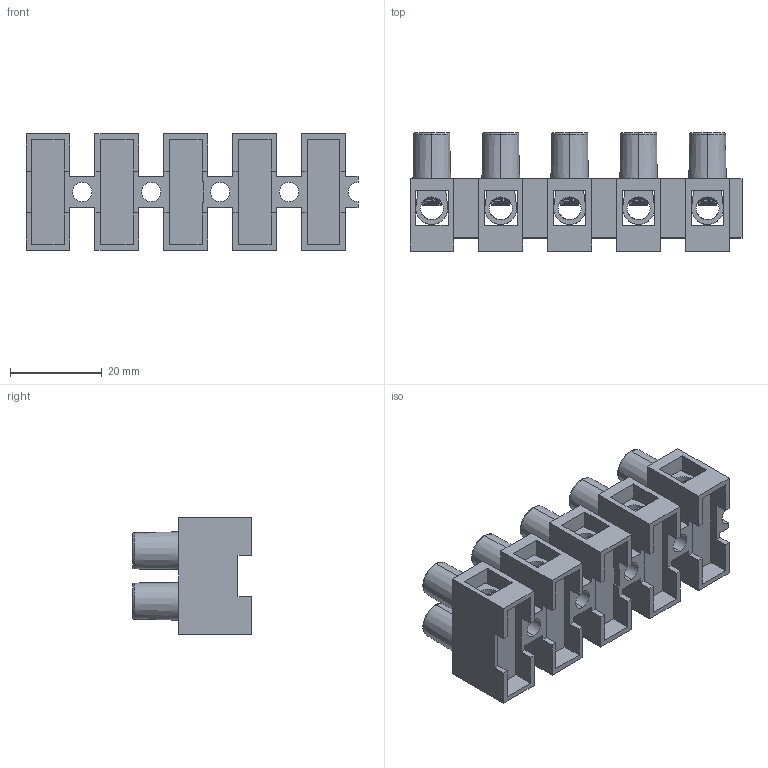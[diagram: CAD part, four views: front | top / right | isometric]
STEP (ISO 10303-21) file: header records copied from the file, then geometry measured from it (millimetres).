
FILE_DESCRIPTION (( 'STEP AP203' ), '1' );
FILE_NAME ('95FS5.STEP', '2025-09-26T13:24:10', ( '' ), ( '' ), 'SwSTEP 2.0', 'SolidWorks 2022', '' );
FILE_SCHEMA (( 'CONFIG_CONTROL_DESIGN' ));
Length unit declared in the file: millimetre
Products named in the file (4): SAVIMC485; SABUSCSM095; 95FS5
Assembly tree (16 placements, depth 2):
  95FS5
    95FS5
    SABUSCSM095  x5
    SAVIMC485  x10
Bounding box: 72.4 x 25.8 x 25.3 mm (x, y, z)
Volume: 15078.9 mm3; surface area: 24680 mm2
Topology: 16 solids, 16 shells, 1066 faces, 2962 edges, 1918 vertices
Faces by surface type: plane 532, cylinder 404, cone 80, bspline 30, torus 20
Entity records: 20435 total; most frequent: CARTESIAN_POINT 7026, ORIENTED_EDGE 2730, DIRECTION 2546, EDGE_CURVE 1365, VERTEX_POINT 886, LINE 884, VECTOR 884, AXIS2_PLACEMENT_3D 831
